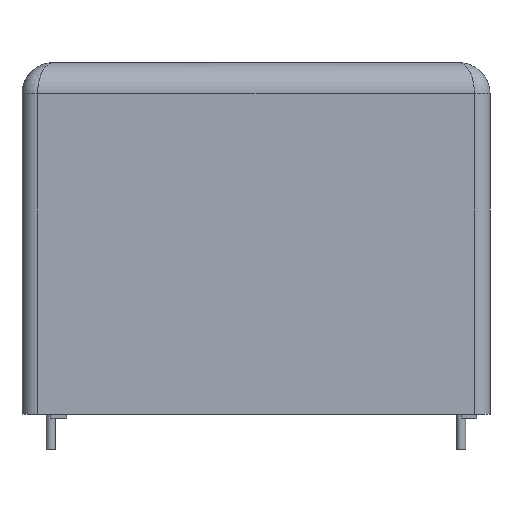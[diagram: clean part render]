
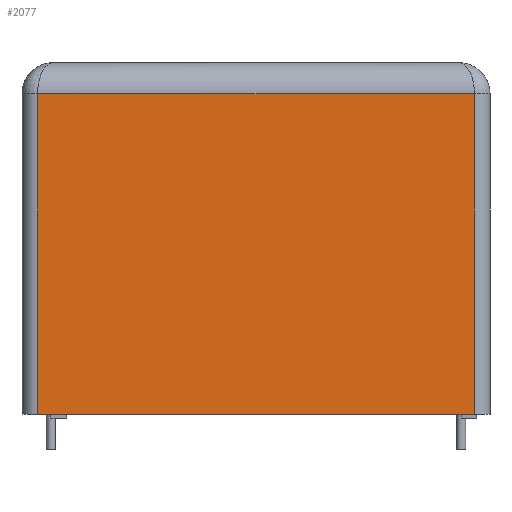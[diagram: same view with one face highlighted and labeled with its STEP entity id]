
A CAD part, front view. The second image highlights one B-rep face of the part: STEP entity #2077.
In plain terms, the highlighted free-form (B-spline) face has degree [1, 1] with [2, 2] control points.
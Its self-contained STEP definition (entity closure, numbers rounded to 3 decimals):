
#1530=CARTESIAN_POINT('',(27.95,-17.0,41.5));
#1531=VERTEX_POINT('',#1530);
#1904=CARTESIAN_POINT('',(-27.95,-17.0,41.5));
#1905=VERTEX_POINT('',#1904);
#1945=CARTESIAN_POINT('',(-27.95,-17.0,41.5));
#1946=DIRECTION('',(1.0,0.0,0.0));
#1947=VECTOR('',#1946,55.9);
#1948=LINE('',#1945,#1947);
#1949=EDGE_CURVE('',#1905,#1531,#1948,.T.);
#2035=CARTESIAN_POINT('',(27.95,-17.0,0.5));
#2036=VERTEX_POINT('',#2035);
#2037=CARTESIAN_POINT('',(27.95,-17.0,41.5));
#2038=DIRECTION('',(0.0,0.0,-1.0));
#2039=VECTOR('',#2038,41.0);
#2040=LINE('',#2037,#2039);
#2041=EDGE_CURVE('',#1531,#2036,#2040,.T.);
#2054=CARTESIAN_POINT('',(27.95,-17.0,41.5));
#2055=CARTESIAN_POINT('',(27.95,-17.0,0.5));
#2056=CARTESIAN_POINT('',(-27.95,-17.0,41.5));
#2057=CARTESIAN_POINT('',(-27.95,-17.0,0.5));
#2058=B_SPLINE_SURFACE_WITH_KNOTS('',1,1,((#2054,#2056),(#2055,#2057)),.UNSPECIFIED.,.F.,.F.,.U.,(2,2),(2,2),(0.0,41.0),(0.0,55.9),.UNSPECIFIED.);
#2059=ORIENTED_EDGE('',*,*,#1949,.F.);
#2060=CARTESIAN_POINT('',(-27.95,-17.0,0.5));
#2061=VERTEX_POINT('',#2060);
#2062=CARTESIAN_POINT('',(-27.95,-17.0,0.5));
#2063=DIRECTION('',(0.0,0.0,1.0));
#2064=VECTOR('',#2063,41.0);
#2065=LINE('',#2062,#2064);
#2066=EDGE_CURVE('',#2061,#1905,#2065,.T.);
#2067=ORIENTED_EDGE('',*,*,#2066,.F.);
#2068=CARTESIAN_POINT('',(-27.95,-17.0,0.5));
#2069=DIRECTION('',(1.0,0.0,0.0));
#2070=VECTOR('',#2069,55.9);
#2071=LINE('',#2068,#2070);
#2072=EDGE_CURVE('',#2061,#2036,#2071,.T.);
#2073=ORIENTED_EDGE('',*,*,#2072,.T.);
#2074=ORIENTED_EDGE('',*,*,#2041,.F.);
#2075=EDGE_LOOP('',(#2059,#2067,#2073,#2074));
#2076=FACE_OUTER_BOUND('',#2075,.T.);
#2077=ADVANCED_FACE('',(#2076),#2058,.F.);
